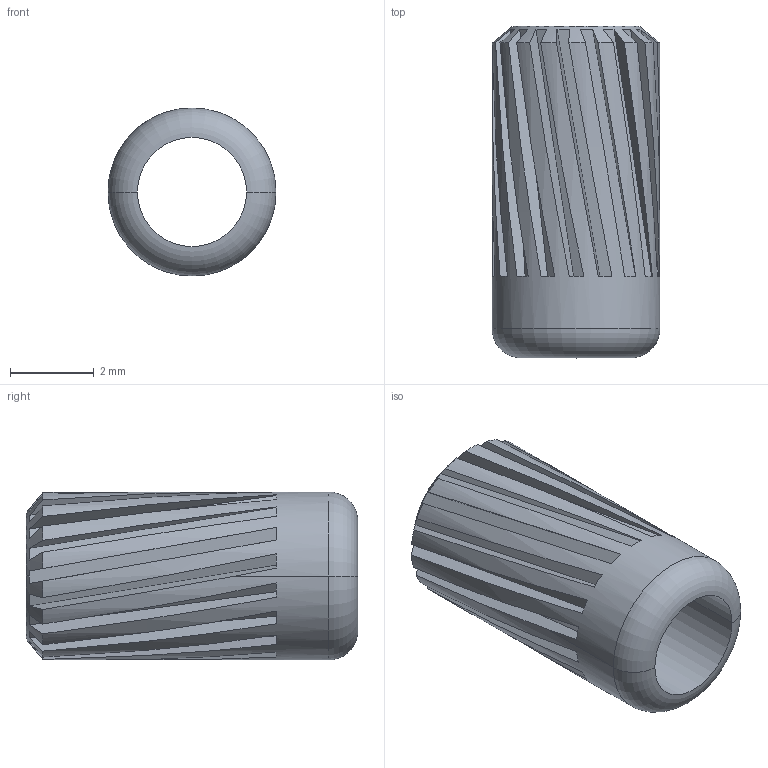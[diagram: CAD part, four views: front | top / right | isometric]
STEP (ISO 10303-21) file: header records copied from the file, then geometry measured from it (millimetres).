
FILE_DESCRIPTION((''),'2;1');
FILE_NAME('PT-2F','2020-07-13T',('Gavin'),(''),'PRO/ENGINEER BY PARAMETRIC TECHNOLOGY CORPORATION, 2009440','PRO/ENGINEER BY PARAMETRIC TECHNOLOGY CORPORATION, 2009440','');
FILE_SCHEMA(('CONFIG_CONTROL_DESIGN'));
Length unit declared in the file: millimetre
Products named in the file (1): PT-2F
Bounding box: 4 x 7.9 x 4 mm (x, y, z)
Volume: 45.4 mm3; surface area: 232.8 mm2
Topology: 1 solids, 1 shells, 81 faces, 236 edges, 156 vertices
Faces by surface type: plane 73, cylinder 4, torus 2, cone 2
Entity records: 2852 total; most frequent: CARTESIAN_POINT 807, ORIENTED_EDGE 472, DIRECTION 350, EDGE_CURVE 236, VERTEX_POINT 156, AXIS2_PLACEMENT_3D 127, VECTOR 96, LINE 96
